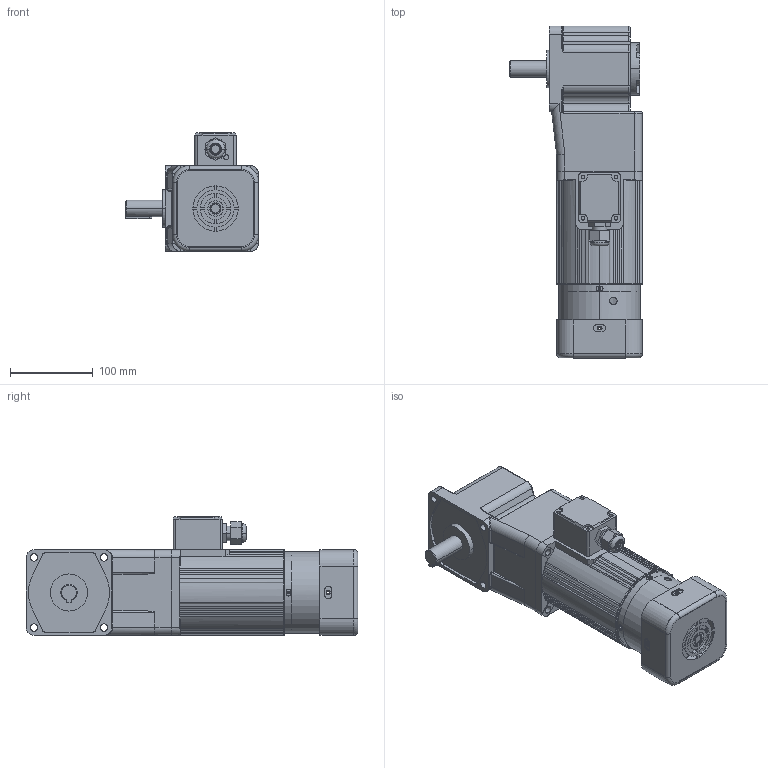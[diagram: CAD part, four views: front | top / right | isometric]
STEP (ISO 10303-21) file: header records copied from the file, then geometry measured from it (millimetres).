
FILE_DESCRIPTION (( 'STEP AP203' ), '1' );
FILE_NAME ('6IK120-250(R)-MFT+6GURT.STEP', '2020-01-10T07:27:12', ( 'Sky123.Org' ), ( 'Sky123.Org' ), 'SwSTEP 2.0', 'SolidWorks 2014', '' );
FILE_SCHEMA (( 'CONFIG_CONTROL_DESIGN' ));
Length unit declared in the file: millimetre
Products named in the file (12): NPT1-2萇擢芛蚾饜极; 微型减速机接线盒装配体; 6GURT; 滅鳥裔; 价陬欶; 6IK120-250(R)-MFT+6GURT; 峚倰萇儂諉盄碟02; NPT1-2萇擢芛; 6IK120-250A; 100瑞欶; NPT1-2つ踡芛
Assembly tree (11 placements, depth 4):
  6IK120-250(R)-MFT+6GURT
    6IK120-250A
    100瑞欶
    价陬欶
    微型减速机接线盒装配体
      峚倰萇儂諉盄碟02
      NPT1-2萇擢芛蚾饜极
        NPT1-2萇擢芛
        NPT1-2つ踡芛
    6GURT
      6GURT
      滅鳥裔
Bounding box: 161 x 402 x 144 mm (x, y, z)
Volume: 3066676.1 mm3; surface area: 330286.7 mm2
Topology: 8 solids, 8 shells, 1063 faces, 2781 edges, 1749 vertices
Faces by surface type: cylinder 417, plane 396, torus 158, cone 78, bspline 14
Entity records: 36654 total; most frequent: CARTESIAN_POINT 8731, DIRECTION 5850, ORIENTED_EDGE 5502, EDGE_CURVE 2751, AXIS2_PLACEMENT_3D 2282, VERTEX_POINT 1749, LINE 1286, VECTOR 1286
